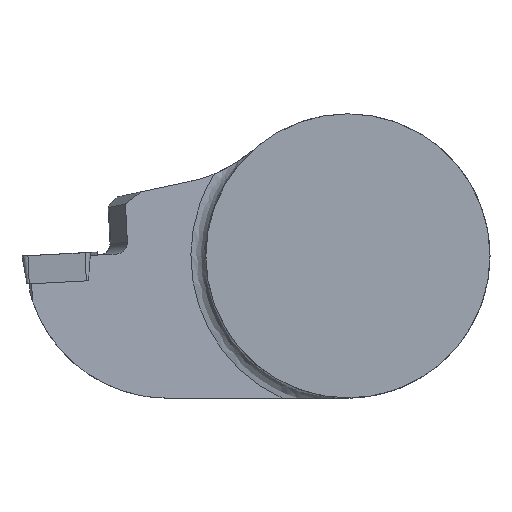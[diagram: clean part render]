
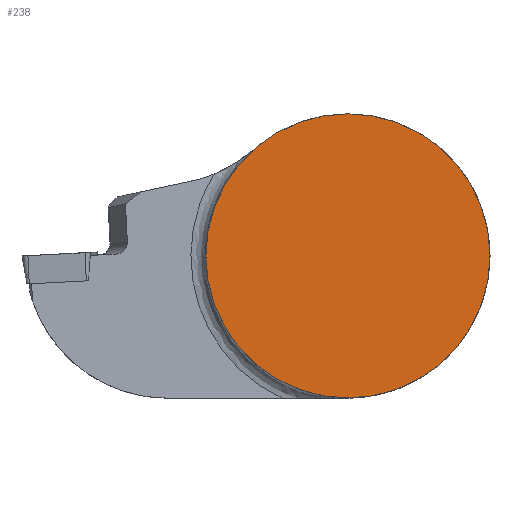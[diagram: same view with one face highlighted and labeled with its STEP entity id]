
A CAD part, top view. The second image highlights one B-rep face of the part: STEP entity #238.
In plain terms, the highlighted planar face has unit normal (0, 0, 1).
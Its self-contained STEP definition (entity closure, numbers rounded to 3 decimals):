
#138=PLANE('',#1276);
#184=FACE_OUTER_BOUND('',#344,.T.);
#238=ADVANCED_FACE('',(#184),#138,.T.);
#344=EDGE_LOOP('',(#791));
#366=CIRCLE('',#1189,20.);
#791=ORIENTED_EDGE('',*,*,#959,.F.);
#861=VERTEX_POINT('',#1687);
#959=EDGE_CURVE('',#861,#861,#366,.T.);
#1189=AXIS2_PLACEMENT_3D('',#1686,#1333,#1334);
#1276=AXIS2_PLACEMENT_3D('',#1984,#1561,#1562);
#1333=DIRECTION('',(0.,0.,-1.));
#1334=DIRECTION('',(1.,0.,0.));
#1561=DIRECTION('',(0.,0.,1.));
#1562=DIRECTION('',(1.,0.,0.));
#1686=CARTESIAN_POINT('',(0.,0.,0.));
#1687=CARTESIAN_POINT('',(20.,0.,0.));
#1984=CARTESIAN_POINT('',(0.,0.,0.));
